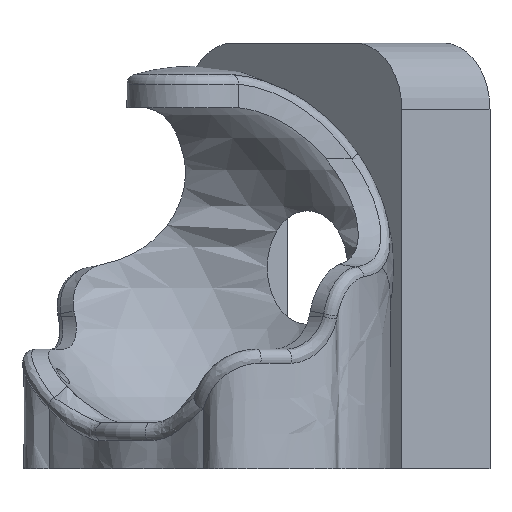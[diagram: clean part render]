
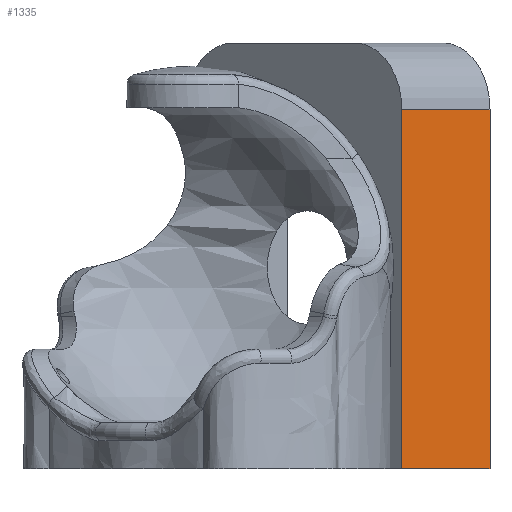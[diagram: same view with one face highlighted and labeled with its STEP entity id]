
A CAD part, front view. The second image highlights one B-rep face of the part: STEP entity #1335.
In plain terms, the highlighted planar face has unit normal (0.707, -0.707, 0).
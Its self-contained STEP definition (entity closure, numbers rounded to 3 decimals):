
#145=LINE('',#2021,#208);
#150=LINE('',#2030,#213);
#155=LINE('',#2044,#218);
#158=LINE('',#2050,#221);
#208=VECTOR('',#1674,10.);
#213=VECTOR('',#1681,10.);
#218=VECTOR('',#1696,10.);
#221=VECTOR('',#1705,10.);
#295=FACE_OUTER_BOUND('',#379,.T.);
#379=EDGE_LOOP('',(#1015,#1016,#1017,#1018));
#565=VERTEX_POINT('',#2018);
#566=VERTEX_POINT('',#2020);
#568=VERTEX_POINT('',#2028);
#569=VERTEX_POINT('',#2029);
#721=EDGE_CURVE('',#565,#566,#145,.T.);
#726=EDGE_CURVE('',#568,#569,#150,.T.);
#734=EDGE_CURVE('',#565,#569,#155,.T.);
#737=EDGE_CURVE('',#568,#566,#158,.T.);
#1015=ORIENTED_EDGE('',*,*,#737,.T.);
#1016=ORIENTED_EDGE('',*,*,#721,.F.);
#1017=ORIENTED_EDGE('',*,*,#734,.T.);
#1018=ORIENTED_EDGE('',*,*,#726,.F.);
#1299=PLANE('',#1457);
#1335=ADVANCED_FACE('',(#295),#1299,.T.);
#1457=AXIS2_PLACEMENT_3D('',#2051,#1706,#1707);
#1674=DIRECTION('',(0.,0.,-1.));
#1681=DIRECTION('',(0.,0.,1.));
#1696=DIRECTION('',(-0.707,-0.707,0.));
#1705=DIRECTION('',(0.707,0.707,0.));
#1706=DIRECTION('center_axis',(0.707,-0.707,0.));
#1707=DIRECTION('ref_axis',(0.,0.,-1.));
#2018=CARTESIAN_POINT('',(31.058,8.54,16.477));
#2020=CARTESIAN_POINT('',(31.058,8.54,-21.));
#2021=CARTESIAN_POINT('',(31.058,8.54,8.843));
#2028=CARTESIAN_POINT('',(21.866,-0.653,-21.));
#2029=CARTESIAN_POINT('',(21.866,-0.653,16.477));
#2030=CARTESIAN_POINT('',(21.866,-0.653,16.477));
#2044=CARTESIAN_POINT('',(23.28,0.762,16.477));
#2050=CARTESIAN_POINT('',(23.28,0.762,-21.));
#2051=CARTESIAN_POINT('Origin',(23.28,0.762,16.477));
